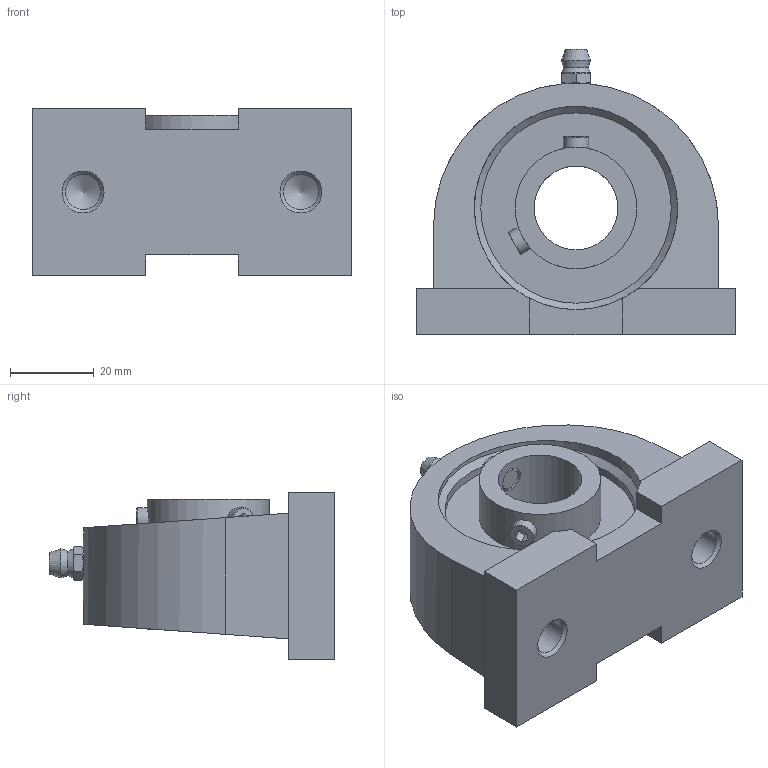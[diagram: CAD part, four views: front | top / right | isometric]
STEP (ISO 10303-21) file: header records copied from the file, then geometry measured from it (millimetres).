
FILE_DESCRIPTION( ( 'STEP AP214' ), ' ' );
FILE_NAME( 'UCPA204J.stp', '2018-05-29T14:57:39', ( '' ), ( '' ), ' ', 'PARTsolutions', ' ' );
FILE_SCHEMA( ( 'AUTOMOTIVE_DESIGN { 1 0 10303 214 1 1 1 1 }' ) );
Length unit declared in the file: millimetre
Products named in the file (2): UCPA204J; _UCPA2042-Housing
Assembly tree (1 placements, depth 2):
  UCPA204J
    _UCPA2042-Housing
Bounding box: 76 x 68.1 x 40 mm (x, y, z)
Volume: 84886 mm3; surface area: 21099.2 mm2
Topology: 1 solids, 1 shells, 89 faces, 212 edges, 134 vertices
Faces by surface type: plane 48, cone 23, cylinder 16, torus 2
Full cylindrical faces by diameter (mm): 6 x4, 8.376 x2, 20 x1, 29.06 x2, 45.44 x2, 48.54 x2
Entity records: 3430 total; most frequent: CARTESIAN_POINT 805, DIRECTION 380, ORIENTED_EDGE 350, EDGE_CURVE 175, AXIS2_PLACEMENT_3D 144, EDGE_LOOP 126, VERTEX_POINT 125, FACE_OUTER_BOUND 104
